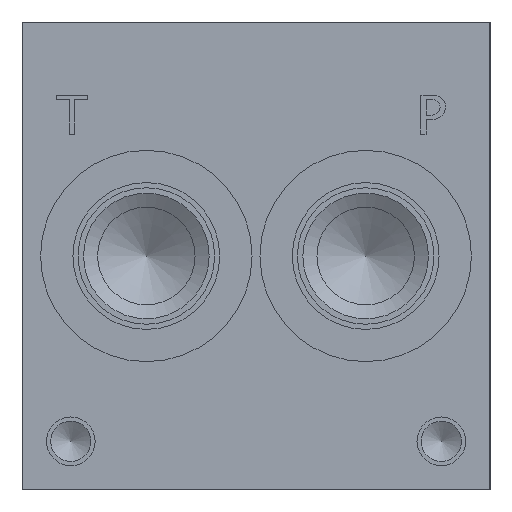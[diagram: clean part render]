
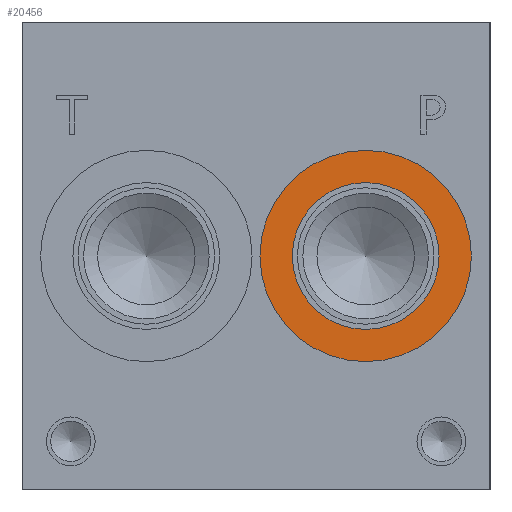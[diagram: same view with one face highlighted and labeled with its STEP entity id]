
A CAD part, left-side view. The second image highlights one B-rep face of the part: STEP entity #20456.
In plain terms, the highlighted planar face has unit normal (-1, 0, 0).
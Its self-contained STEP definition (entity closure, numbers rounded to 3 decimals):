
#448=CIRCLE('',#21468,17.209);
#449=CIRCLE('',#21469,17.209);
#450=CIRCLE('',#21470,11.951);
#1122=FACE_BOUND('',#3897,.T.);
#2690=FACE_OUTER_BOUND('',#3896,.T.);
#3896=EDGE_LOOP('',(#16747,#16748));
#3897=EDGE_LOOP('',(#16749));
#9226=VERTEX_POINT('',#34354);
#9227=VERTEX_POINT('',#34355);
#9228=VERTEX_POINT('',#34358);
#11907=EDGE_CURVE('',#9226,#9227,#448,.T.);
#11908=EDGE_CURVE('',#9227,#9226,#449,.T.);
#11909=EDGE_CURVE('',#9228,#9228,#450,.T.);
#16747=ORIENTED_EDGE('',*,*,#11907,.T.);
#16748=ORIENTED_EDGE('',*,*,#11908,.T.);
#16749=ORIENTED_EDGE('',*,*,#11909,.F.);
#18966=PLANE('',#21467);
#20456=ADVANCED_FACE('',(#2690,#1122),#18966,.T.);
#21467=AXIS2_PLACEMENT_3D('',#34353,#25130,#25131);
#21468=AXIS2_PLACEMENT_3D('',#34356,#25132,#25133);
#21469=AXIS2_PLACEMENT_3D('',#34357,#25134,#25135);
#21470=AXIS2_PLACEMENT_3D('',#34359,#25136,#25137);
#25130=DIRECTION('center_axis',(-1.,0.,0.));
#25131=DIRECTION('ref_axis',(0.,1.,0.));
#25132=DIRECTION('center_axis',(-1.,0.,0.));
#25133=DIRECTION('ref_axis',(0.,1.,0.));
#25134=DIRECTION('center_axis',(-1.,0.,0.));
#25135=DIRECTION('ref_axis',(0.,1.,0.));
#25136=DIRECTION('center_axis',(-1.,0.,0.));
#25137=DIRECTION('ref_axis',(0.,1.,0.));
#34353=CARTESIAN_POINT('Origin',(0.787,20.244,38.1));
#34354=CARTESIAN_POINT('',(0.787,37.452,38.1));
#34355=CARTESIAN_POINT('',(0.787,3.035,38.1));
#34356=CARTESIAN_POINT('Origin',(0.787,20.244,38.1));
#34357=CARTESIAN_POINT('Origin',(0.787,20.244,38.1));
#34358=CARTESIAN_POINT('',(0.787,8.293,38.1));
#34359=CARTESIAN_POINT('Origin',(0.787,20.244,38.1));
